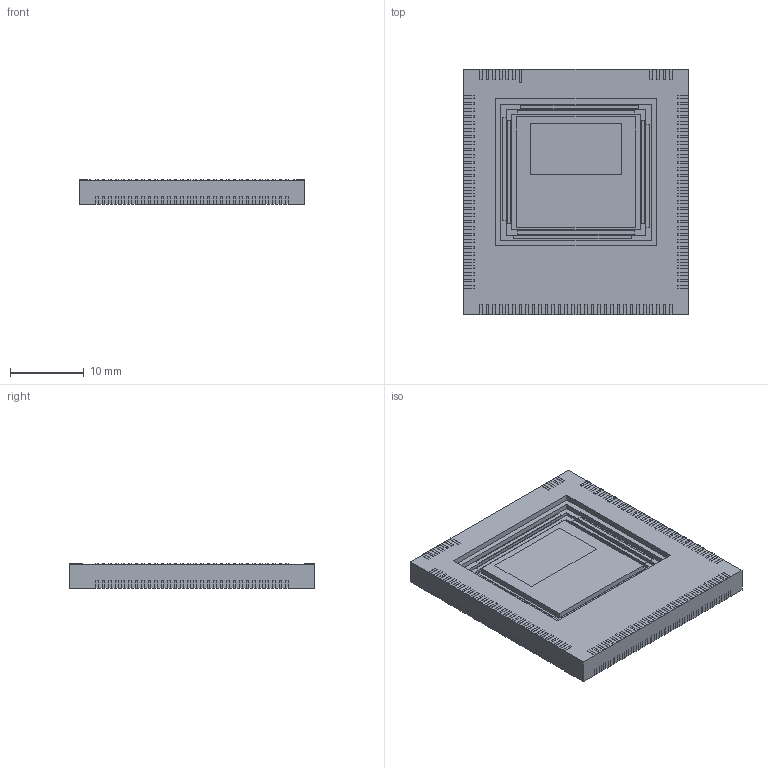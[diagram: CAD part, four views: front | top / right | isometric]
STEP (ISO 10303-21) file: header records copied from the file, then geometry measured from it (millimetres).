
FILE_DESCRIPTION((''),'2;1');
FILE_NAME('FAIRCHILD_CIS1910F1121_Part1.stp','2014-07-02T16:50:40',(''),(''),'Mechanical Desktop 2011','Mechanical Desktop 2011',', , ');
FILE_SCHEMA(('AUTOMOTIVE_DESIGN { 1 2 10303 214 1 1 1 1 }'));
Length unit declared in the file: millimetre
Products named in the file (1): Product
Bounding box: 30.48 x 33.27 x 3.35 mm (x, y, z)
Volume: 2717.6 mm3; surface area: 4767.7 mm2
Topology: 214 solids, 214 shells, 1712 faces, 3840 edges, 2560 vertices
Faces by surface type: plane 1682, bspline 30
Entity records: 46428 total; most frequent: CARTESIAN_POINT 8203, ORIENTED_EDGE 7680, DIRECTION 7206, VECTOR 3840, LINE 3840, EDGE_CURVE 3840, VERTEX_POINT 2560, EDGE_LOOP 1718
